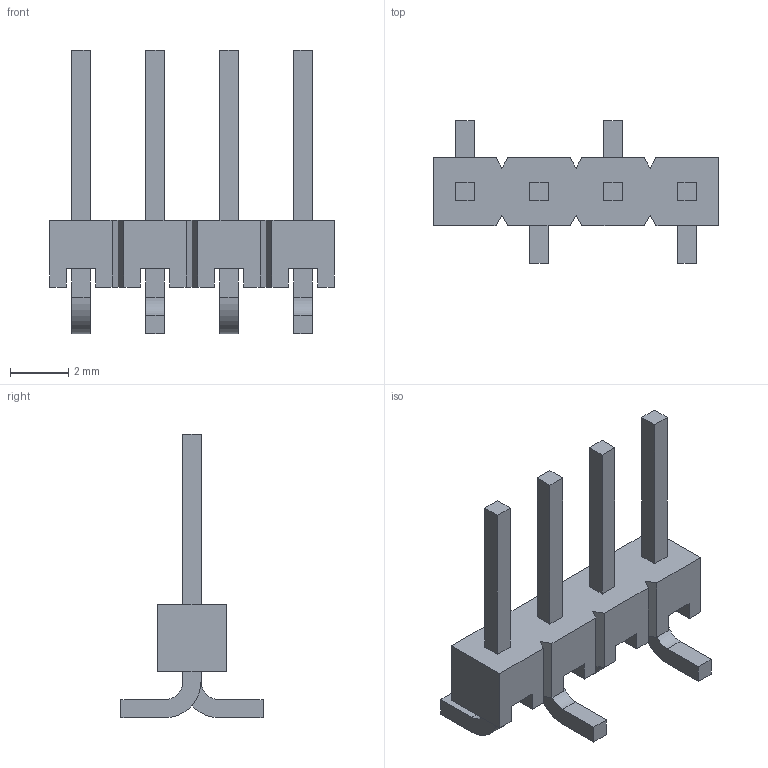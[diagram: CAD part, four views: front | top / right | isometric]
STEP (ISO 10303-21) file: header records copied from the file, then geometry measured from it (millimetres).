
FILE_DESCRIPTION((''),'2;1');
FILE_NAME('C-5-146128-2','2016-06-27T',('workeradm'),('Tyco Electronics Ltd.'),'CREO PARAMETRIC BY PTC INC, 2016050','CREO PARAMETRIC BY PTC INC, 2016050','');
FILE_SCHEMA(('AUTOMOTIVE_DESIGN { 1 0 10303 214 1 1 1 1 }'));
Length unit declared in the file: millimetre
Products named in the file (1): C-5-146128-2
Bounding box: 9.75 x 4.88 x 9.73 mm (x, y, z)
Volume: 60.3 mm3; surface area: 209.9 mm2
Topology: 1 solids, 1 shells, 96 faces, 258 edges, 172 vertices
Faces by surface type: plane 88, cylinder 8
Entity records: 3134 total; most frequent: CARTESIAN_POINT 528, ORIENTED_EDGE 516, DIRECTION 466, EDGE_CURVE 258, VECTOR 242, LINE 242, VERTEX_POINT 172, COLOUR_RGB 126
